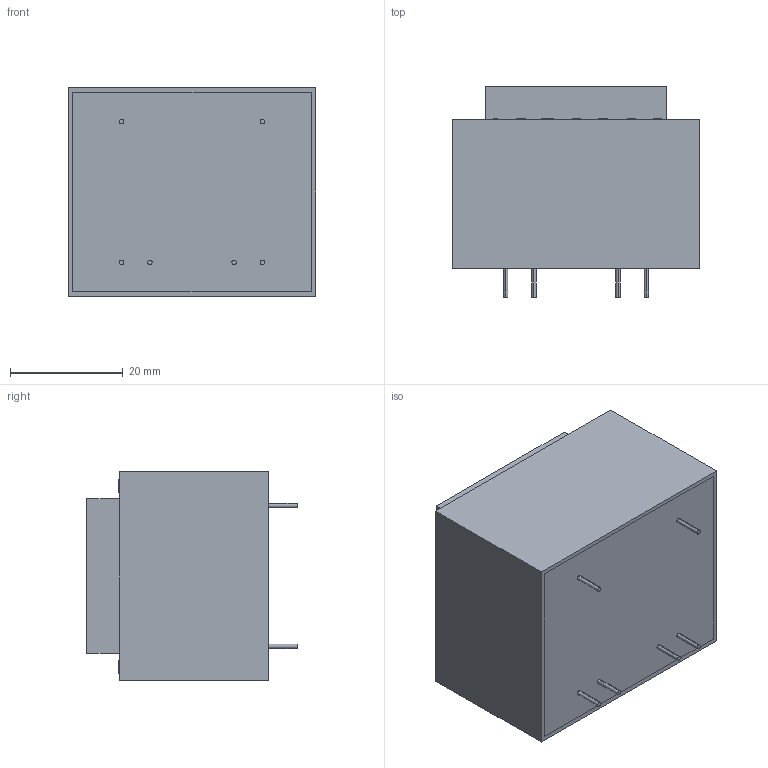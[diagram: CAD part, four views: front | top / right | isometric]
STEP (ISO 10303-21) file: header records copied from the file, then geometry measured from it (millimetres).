
FILE_DESCRIPTION (( 'STEP AP214' ), '1' );
FILE_NAME ('856365.STEP', '2024-03-05T09:31:09', ( '' ), ( '' ), 'SwSTEP 2.0', 'SolidWorks 2022', '' );
FILE_SCHEMA (( 'AUTOMOTIVE_DESIGN' ));
Length unit declared in the file: millimetre
Products named in the file (1): 856365
Bounding box: 44 x 37.4 x 37 mm (x, y, z)
Volume: 48287.3 mm3; surface area: 8333.3 mm2
Topology: 1 solids, 1 shells, 249 faces, 646 edges, 432 vertices
Faces by surface type: bspline 121, plane 116, cylinder 12
Entity records: 8292 total; most frequent: CARTESIAN_POINT 2957, ORIENTED_EDGE 1292, DIRECTION 686, EDGE_CURVE 646, VERTEX_POINT 432, LINE 380, VECTOR 380, EDGE_LOOP 282
